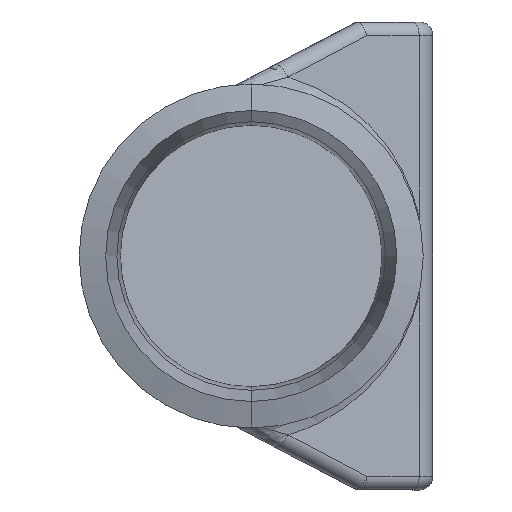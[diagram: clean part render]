
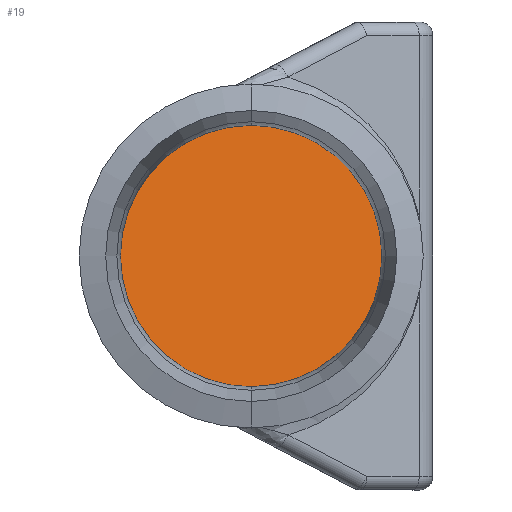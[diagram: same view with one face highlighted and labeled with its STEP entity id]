
A CAD part, left-side view. The second image highlights one B-rep face of the part: STEP entity #19.
In plain terms, the highlighted planar face has unit normal (-0.866, -0.5, 0).
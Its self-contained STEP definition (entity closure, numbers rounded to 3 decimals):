
#19 = ADVANCED_FACE ( 'NONE', ( #586 ), #1172, .T. ) ;
#64 = CARTESIAN_POINT ( 'NONE',  ( 98.523, 19., 9.5 ) ) ;
#118 = ORIENTED_EDGE ( 'NONE', *, *, #1269, .T. ) ;
#275 = VERTEX_POINT ( 'NONE', #1512 ) ;
#293 = CARTESIAN_POINT ( 'NONE',  ( 109.492, 0., -9.5 ) ) ;
#519 = CARTESIAN_POINT ( 'NONE',  ( 109.492, 0., -9.5 ) ) ;
#586 = FACE_OUTER_BOUND ( 'NONE', #1817, .T. ) ;
#591 =( BOUNDED_CURVE ( )  B_SPLINE_CURVE ( 3, ( #1382, #64, #1234, #775 ),
 .UNSPECIFIED., .F., .T. ) 
 B_SPLINE_CURVE_WITH_KNOTS ( ( 4, 4 ),
 ( 4.712, 7.854 ),
 .UNSPECIFIED. ) 
 CURVE ( )  GEOMETRIC_REPRESENTATION_ITEM ( )  RATIONAL_B_SPLINE_CURVE ( ( 1., 0.333, 0.333, 1. ) ) 
 REPRESENTATION_ITEM ( '' )  );
#604 = CARTESIAN_POINT ( 'NONE',  ( 120.462, -19., -9.5 ) ) ;
#775 = CARTESIAN_POINT ( 'NONE',  ( 109.492, 0., -9.5 ) ) ;
#870 = CARTESIAN_POINT ( 'NONE',  ( 120.462, -19., 9.5 ) ) ;
#879 = DIRECTION ( 'NONE',  ( -0.866, -0.5, 0. ) ) ;
#907 = VERTEX_POINT ( 'NONE', #519 ) ;
#916 = ORIENTED_EDGE ( 'NONE', *, *, #1611, .T. ) ;
#1046 = CARTESIAN_POINT ( 'NONE',  ( 109.492, 0., 9.5 ) ) ;
#1172 = PLANE ( 'NONE',  #1690 ) ;
#1194 = DIRECTION ( 'NONE',  ( 0.5, -0.866, 0. ) ) ;
#1234 = CARTESIAN_POINT ( 'NONE',  ( 98.523, 19., -9.5 ) ) ;
#1269 = EDGE_CURVE ( 'NONE', #907, #275, #1385, .T. ) ;
#1382 = CARTESIAN_POINT ( 'NONE',  ( 109.492, 0., 9.5 ) ) ;
#1385 =( BOUNDED_CURVE ( )  B_SPLINE_CURVE ( 3, ( #293, #604, #870, #1046 ),
 .UNSPECIFIED., .F., .F. ) 
 B_SPLINE_CURVE_WITH_KNOTS ( ( 4, 4 ),
 ( 1.571, 4.712 ),
 .UNSPECIFIED. ) 
 CURVE ( )  GEOMETRIC_REPRESENTATION_ITEM ( )  RATIONAL_B_SPLINE_CURVE ( ( 1., 0.333, 0.333, 1. ) ) 
 REPRESENTATION_ITEM ( '' )  );
#1512 = CARTESIAN_POINT ( 'NONE',  ( 109.492, 0., 9.5 ) ) ;
#1611 = EDGE_CURVE ( 'NONE', #275, #907, #591, .T. ) ;
#1690 = AXIS2_PLACEMENT_3D ( 'NONE', #1789, #879, #1194 ) ;
#1789 = CARTESIAN_POINT ( 'NONE',  ( 116.825, -12.7, -46.425 ) ) ;
#1817 = EDGE_LOOP ( 'NONE', ( #916, #118 ) ) ;
